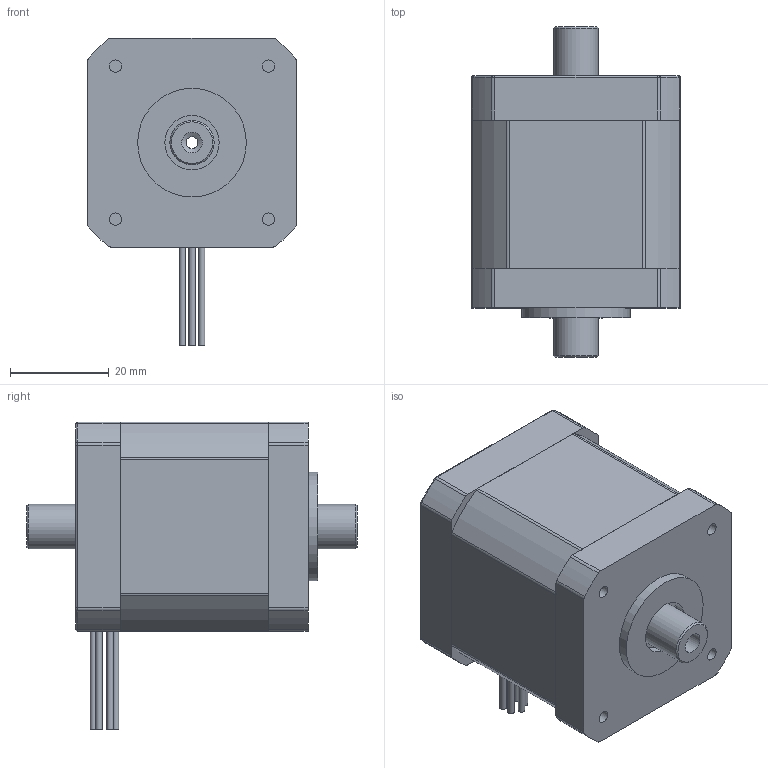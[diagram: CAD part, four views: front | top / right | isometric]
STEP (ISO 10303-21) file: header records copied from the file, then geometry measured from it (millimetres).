
FILE_DESCRIPTION( ( '' ), '1' );
FILE_NAME( 'MS245-20BＨ-S01.stp', '2018-02-07T02:21:23', ( 'Dimamotor' ), ( 'Dimamotor' ), 'PSStep 17.0.49', ' ', ' ' );
FILE_SCHEMA( ( 'AUTOMOTIVE_DESIGN { 1 0 10303 214 1 1 1 1 }' ) );
Length unit declared in the file: millimetre
Products named in the file (5): Assem1; Screw_ANSI_B18.6.3_09F_UNC_No5x1_v12.00; MS245步進馬達定子; MS24步進馬達中空?軸下蓋-S01; MS24步進馬達中空上蓋-S01
Assembly tree (7 placements, depth 2):
  Assem1
    Screw_ANSI_B18.6.3_09F_UNC_No5x1_v12.00  x4
    MS245步進馬達定子
    MS24步進馬達中空?軸下蓋-S01
    MS24步進馬達中空上蓋-S01
Bounding box: 42.3 x 67 x 62.3 mm (x, y, z)
Volume: 79931.1 mm3; surface area: 22269.5 mm2
Topology: 7 solids, 7 shells, 240 faces, 577 edges, 372 vertices
Faces by surface type: plane 103, cylinder 94, cone 23, torus 16, sphere 4
Full cylindrical faces by diameter (mm): 1.3 x6, 2.4 x1, 2.5 x4, 3.175 x8, 3.2 x4, 4.2 x3, 6.5 x4, 9 x2, 10 x3, 11 x1, 12 x1, 22 x1
Entity records: 5812 total; most frequent: DIRECTION 846, CARTESIAN_POINT 783, ORIENTED_EDGE 644, AXIS2_PLACEMENT_3D 361, EDGE_CURVE 322, EDGE_LOOP 244, VERTEX_POINT 234, FACE_OUTER_BOUND 193
